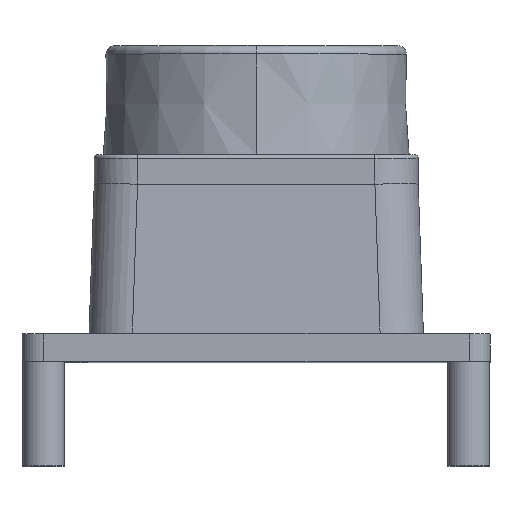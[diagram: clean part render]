
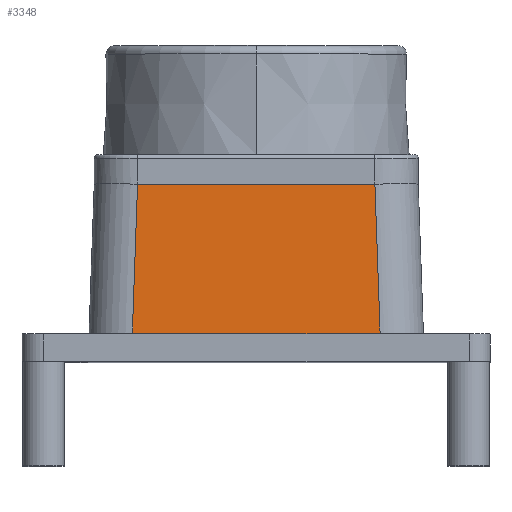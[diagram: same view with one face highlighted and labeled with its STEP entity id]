
A CAD part, top view. The second image highlights one B-rep face of the part: STEP entity #3348.
In plain terms, the highlighted planar face has unit normal (0, 0.035, 0.999).
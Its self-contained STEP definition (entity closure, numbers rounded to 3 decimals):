
#167 = VERTEX_POINT ( 'NONE', #2762 ) ;
#1250 = LINE ( 'NONE', #8899, #6654 ) ;
#1399 = VERTEX_POINT ( 'NONE', #10811 ) ;
#1469 = LINE ( 'NONE', #4925, #8351 ) ;
#1534 = EDGE_CURVE ( 'NONE', #6800, #4154, #7737, .T. ) ;
#1642 = FACE_OUTER_BOUND ( 'NONE', #5087, .T. ) ;
#2248 = CARTESIAN_POINT ( 'NONE',  ( -19.295, 0., 19.295 ) ) ;
#2306 = ORIENTED_EDGE ( 'NONE', *, *, #10272, .T. ) ;
#2575 = DIRECTION ( 'NONE',  ( 1., 0., 0. ) ) ;
#2657 = ORIENTED_EDGE ( 'NONE', *, *, #5617, .T. ) ;
#2667 = DIRECTION ( 'NONE',  ( 1., 0., 0. ) ) ;
#2700 = CARTESIAN_POINT ( 'NONE',  ( 13.691, 17.3, 18.691 ) ) ;
#2762 = CARTESIAN_POINT ( 'NONE',  ( -13.694, 17.3, 18.691 ) ) ;
#3111 = CARTESIAN_POINT ( 'NONE',  ( 13.692, 17.3, 18.691 ) ) ;
#3127 = CARTESIAN_POINT ( 'NONE',  ( 13.694, 17.3, 18.691 ) ) ;
#3164 = DIRECTION ( 'NONE',  ( -0.035, 0.999, -0.035 ) ) ;
#3348 = ADVANCED_FACE ( 'NONE', ( #1642 ), #5708, .T. ) ;
#3397 = VERTEX_POINT ( 'NONE', #3127 ) ;
#3920 = VERTEX_POINT ( 'NONE', #4015 ) ;
#3939 = CARTESIAN_POINT ( 'NONE',  ( -13.694, 17.3, 18.691 ) ) ;
#4015 = CARTESIAN_POINT ( 'NONE',  ( 14.298, 0., 19.295 ) ) ;
#4104 =( BOUNDED_CURVE ( )  B_SPLINE_CURVE ( 3, ( #7973, #8972, #3111, #7079 ),
 .UNSPECIFIED., .F., .T. ) 
 B_SPLINE_CURVE_WITH_KNOTS ( ( 4, 4 ),
 ( 6.283, 6.283 ),
 .UNSPECIFIED. ) 
 CURVE ( )  GEOMETRIC_REPRESENTATION_ITEM ( )  RATIONAL_B_SPLINE_CURVE ( ( 1., 1., 1., 1. ) ) 
 REPRESENTATION_ITEM ( '' )  );
#4154 = VERTEX_POINT ( 'NONE', #2700 ) ;
#4586 = DIRECTION ( 'NONE',  ( -0.035, -0.999, 0.035 ) ) ;
#4590 = ORIENTED_EDGE ( 'NONE', *, *, #9731, .T. ) ;
#4615 = ORIENTED_EDGE ( 'NONE', *, *, #9939, .T. ) ;
#4916 = ORIENTED_EDGE ( 'NONE', *, *, #1534, .F. ) ;
#4925 = CARTESIAN_POINT ( 'NONE',  ( 14.257, 1.17, 19.254 ) ) ;
#4965 = AXIS2_PLACEMENT_3D ( 'NONE', #2248, #6427, #10835 ) ;
#5087 = EDGE_LOOP ( 'NONE', ( #4916, #4590, #8975, #4615, #2306, #2657 ) ) ;
#5306 = CARTESIAN_POINT ( 'NONE',  ( -13.691, 17.3, 18.691 ) ) ;
#5617 = EDGE_CURVE ( 'NONE', #3397, #4154, #4104, .T. ) ;
#5708 = PLANE ( 'NONE',  #4965 ) ;
#5911 = CARTESIAN_POINT ( 'NONE',  ( -19.295, 17.3, 18.691 ) ) ;
#6316 = CARTESIAN_POINT ( 'NONE',  ( -13.693, 17.3, 18.691 ) ) ;
#6353 =( BOUNDED_CURVE ( )  B_SPLINE_CURVE ( 3, ( #9710, #7251, #6316, #3939 ),
 .UNSPECIFIED., .F., .T. ) 
 B_SPLINE_CURVE_WITH_KNOTS ( ( 4, 4 ),
 ( 0., 0.001 ),
 .UNSPECIFIED. ) 
 CURVE ( )  GEOMETRIC_REPRESENTATION_ITEM ( )  RATIONAL_B_SPLINE_CURVE ( ( 1., 1., 1., 1. ) ) 
 REPRESENTATION_ITEM ( '' )  );
#6427 = DIRECTION ( 'NONE',  ( 0., 0.035, 0.999 ) ) ;
#6584 = VECTOR ( 'NONE', #2575, 1000. ) ;
#6654 = VECTOR ( 'NONE', #4586, 1000. ) ;
#6764 = LINE ( 'NONE', #10080, #6584 ) ;
#6800 = VERTEX_POINT ( 'NONE', #5306 ) ;
#7079 = CARTESIAN_POINT ( 'NONE',  ( 13.691, 17.3, 18.691 ) ) ;
#7251 = CARTESIAN_POINT ( 'NONE',  ( -13.692, 17.3, 18.691 ) ) ;
#7737 = LINE ( 'NONE', #5911, #10447 ) ;
#7973 = CARTESIAN_POINT ( 'NONE',  ( 13.694, 17.3, 18.691 ) ) ;
#8351 = VECTOR ( 'NONE', #3164, 1000. ) ;
#8899 = CARTESIAN_POINT ( 'NONE',  ( -14.304, -0.174, 19.301 ) ) ;
#8972 = CARTESIAN_POINT ( 'NONE',  ( 13.693, 17.3, 18.691 ) ) ;
#8975 = ORIENTED_EDGE ( 'NONE', *, *, #10484, .T. ) ;
#9710 = CARTESIAN_POINT ( 'NONE',  ( -13.691, 17.3, 18.691 ) ) ;
#9731 = EDGE_CURVE ( 'NONE', #6800, #167, #6353, .T. ) ;
#9939 = EDGE_CURVE ( 'NONE', #1399, #3920, #6764, .T. ) ;
#10080 = CARTESIAN_POINT ( 'NONE',  ( -19.295, 0., 19.295 ) ) ;
#10272 = EDGE_CURVE ( 'NONE', #3920, #3397, #1469, .T. ) ;
#10447 = VECTOR ( 'NONE', #2667, 1000. ) ;
#10484 = EDGE_CURVE ( 'NONE', #167, #1399, #1250, .T. ) ;
#10811 = CARTESIAN_POINT ( 'NONE',  ( -14.298, 0., 19.295 ) ) ;
#10835 = DIRECTION ( 'NONE',  ( 0., -0.999, 0.035 ) ) ;
